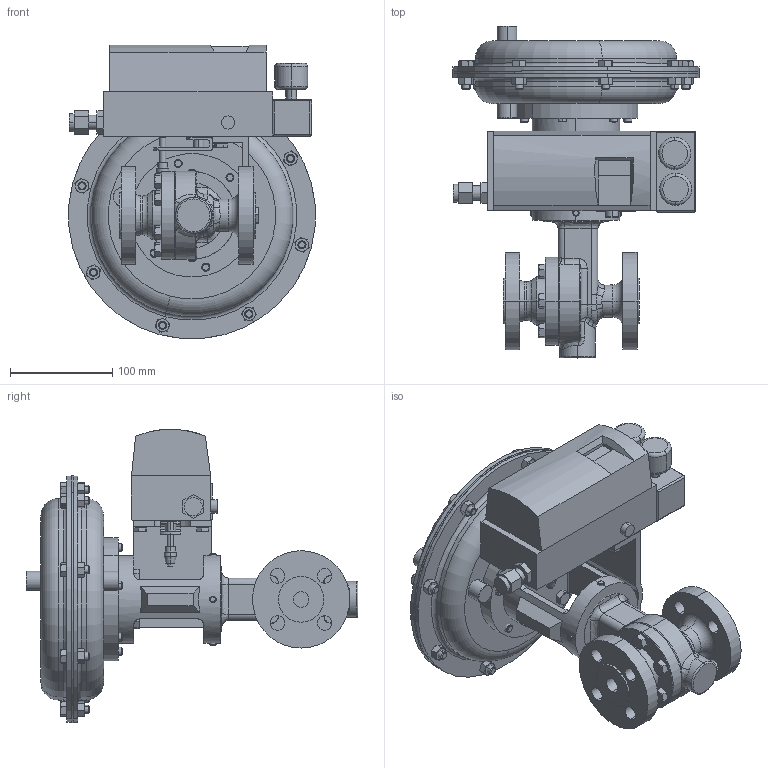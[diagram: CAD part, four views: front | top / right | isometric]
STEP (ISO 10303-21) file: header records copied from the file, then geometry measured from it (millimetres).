
FILE_DESCRIPTION (( 'STEP AP203' ), '1' );
FILE_NAME ('70SP-050-CS+S6-I8-35M-16IQ.STEP', '2017-09-11T13:29:04', ( '' ), ( '' ), 'SwSTEP 2.0', 'SolidWorks 2014', '' );
FILE_SCHEMA (( 'CONFIG_CONTROL_DESIGN' ));
Length unit declared in the file: inch
Products named in the file (1): 70SP-050-CS+S6-I8-35M-16IQ
Bounding box: 240.92 x 324.02 x 286.54 mm (x, y, z)
Volume: 4695599.6 mm3; surface area: 620449.7 mm2
Topology: 52 solids, 52 shells, 1078 faces, 2345 edges, 1408 vertices
Faces by surface type: plane 445, cone 340, cylinder 203, bspline 47, torus 39, sphere 4
Entity records: 33532 total; most frequent: CARTESIAN_POINT 10909, ORIENTED_EDGE 4662, DIRECTION 4583, EDGE_CURVE 2331, AXIS2_PLACEMENT_3D 1851, VERTEX_POINT 1408, EDGE_LOOP 1149, ADVANCED_FACE 1078
